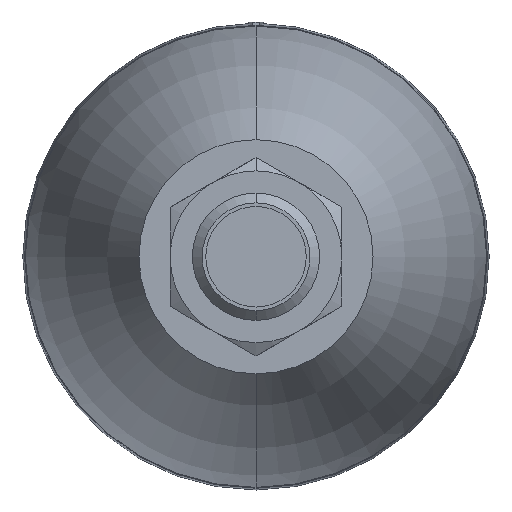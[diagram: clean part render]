
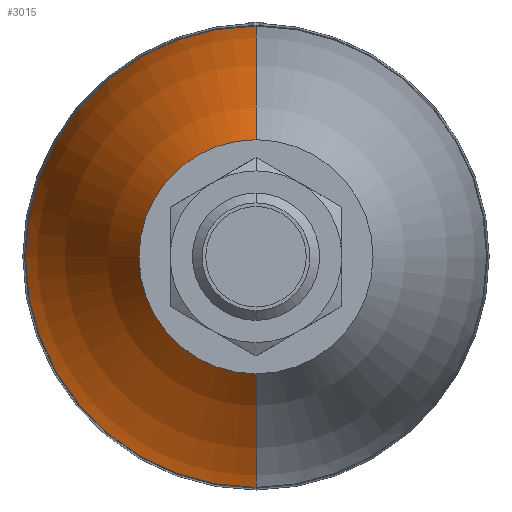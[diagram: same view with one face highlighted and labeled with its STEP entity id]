
A CAD part, front view. The second image highlights one B-rep face of the part: STEP entity #3015.
In plain terms, the highlighted toroidal (fillet/blend) face has major radius 106.703 mm and minor radius 143.042 mm.
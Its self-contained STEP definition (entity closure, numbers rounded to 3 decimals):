
#706 = CARTESIAN_POINT ( 'NONE',  ( 0., 111.903, 0. ) ) ;
#708 = DIRECTION ( 'NONE',  ( 0., 1., 0. ) ) ;
#709 = DIRECTION ( 'NONE',  ( 0., 0., 1. ) ) ;
#831 = CARTESIAN_POINT ( 'NONE',  ( 0., 111.903, 14.469 ) ) ;
#899 = CARTESIAN_POINT ( 'NONE',  ( 0., 182.927, 36.252 ) ) ;
#965 = CARTESIAN_POINT ( 'NONE',  ( 0., 182.927, -36.252 ) ) ;
#1019 = CARTESIAN_POINT ( 'NONE',  ( 0., 111.903, -14.469 ) ) ;
#1288 = EDGE_CURVE ( 'NONE', #2887, #2515, #3257, .T. ) ;
#1390 = ORIENTED_EDGE ( 'NONE', *, *, #1598, .T. ) ;
#1416 = ORIENTED_EDGE ( 'NONE', *, *, #3074, .T. ) ;
#1440 = ORIENTED_EDGE ( 'NONE', *, *, #1288, .F. ) ;
#1598 = EDGE_CURVE ( 'NONE', #2946, #2022, #3246, .T. ) ;
#1997 = EDGE_LOOP ( 'NONE', ( #2295, #1390, #1416, #1440 ) ) ;
#2022 = VERTEX_POINT ( 'NONE', #831 ) ;
#2295 = ORIENTED_EDGE ( 'NONE', *, *, #3072, .F. ) ;
#2515 = VERTEX_POINT ( 'NONE', #899 ) ;
#2887 = VERTEX_POINT ( 'NONE', #965 ) ;
#2946 = VERTEX_POINT ( 'NONE', #1019 ) ;
#3015 = ADVANCED_FACE ( 'TORUS_1', ( #3732 ), #3239, .T. ) ;
#3072 = EDGE_CURVE ( 'NONE', #2946, #2887, #3371, .T. ) ;
#3074 = EDGE_CURVE ( 'NONE', #2022, #2515, #3456, .T. ) ;
#3239 = TOROIDAL_SURFACE ( 'NONE', #3445, -106.703, 143.042 ) ;
#3246 = CIRCLE ( 'NONE', #3247, 14.469 ) ;
#3247 = AXIS2_PLACEMENT_3D ( 'NONE', #706, #708, #709 ) ;
#3257 = CIRCLE ( 'NONE', #3610, 36.252 ) ;
#3371 = CIRCLE ( 'NONE', #3520, 143.042 ) ;
#3445 = AXIS2_PLACEMENT_3D ( 'NONE', #3738, #3735, #3740 ) ;
#3456 = CIRCLE ( 'NONE', #3505, 143.042 ) ;
#3505 = AXIS2_PLACEMENT_3D ( 'NONE', #3946, #3947, #3948 ) ;
#3520 = AXIS2_PLACEMENT_3D ( 'NONE', #3941, #3942, #3943 ) ;
#3610 = AXIS2_PLACEMENT_3D ( 'NONE', #5109, #4960, #5108 ) ;
#3732 = FACE_OUTER_BOUND ( 'NONE', #1997, .T. ) ;
#3735 = DIRECTION ( 'NONE',  ( 0., 1., 0. ) ) ;
#3738 = CARTESIAN_POINT ( 'NONE',  ( 0., 187.919, 0. ) ) ;
#3740 = DIRECTION ( 'NONE',  ( 0., 0., 1. ) ) ;
#3941 = CARTESIAN_POINT ( 'NONE',  ( 0., 187.919, 106.703 ) ) ;
#3942 = DIRECTION ( 'NONE',  ( 1., 0., 0. ) ) ;
#3943 = DIRECTION ( 'NONE',  ( 0., 0., -1. ) ) ;
#3946 = CARTESIAN_POINT ( 'NONE',  ( 0., 187.919, -106.703 ) ) ;
#3947 = DIRECTION ( 'NONE',  ( -1., 0., 0. ) ) ;
#3948 = DIRECTION ( 'NONE',  ( 0., 0., 1. ) ) ;
#4960 = DIRECTION ( 'NONE',  ( 0., 1., 0. ) ) ;
#5108 = DIRECTION ( 'NONE',  ( 0., 0., 1. ) ) ;
#5109 = CARTESIAN_POINT ( 'NONE',  ( 0., 182.927, 0. ) ) ;
